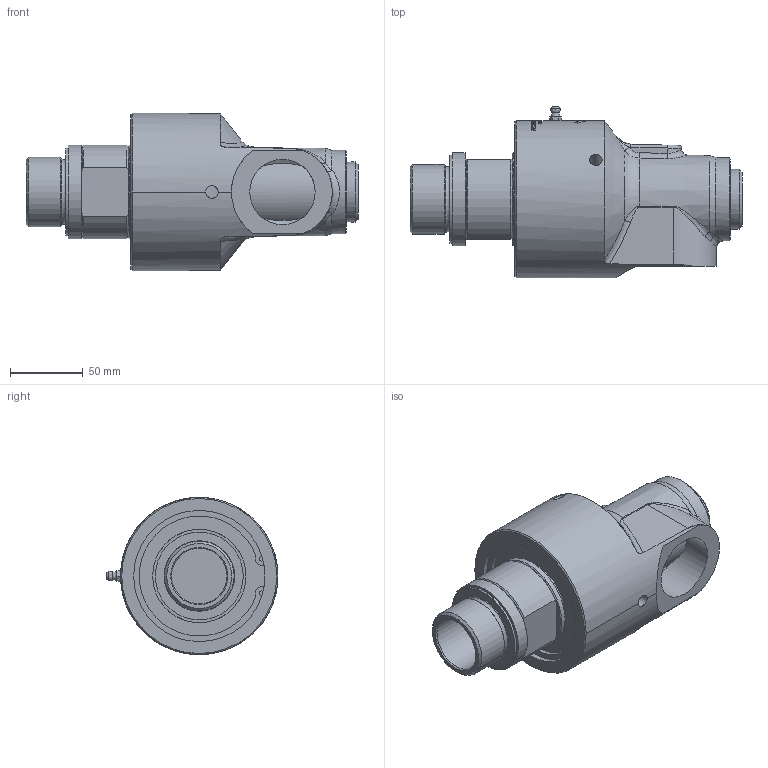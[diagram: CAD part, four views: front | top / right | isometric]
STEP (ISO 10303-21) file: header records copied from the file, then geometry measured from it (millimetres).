
FILE_DESCRIPTION(/* description */ (''),/* implementation_level */ '2;1');
FILE_NAME(/* name */ '557-130-198-IC.stp',/* time_stamp */ '2022-07-05T14:52:22-05:00',/* author */ ('GALINDOLM'),/* organization */ (''),/* preprocessor_version */ 'ST-DEVELOPER v18.1',/* originating_system */ 'Autodesk Inventor 2022',/* authorisation */ '');
FILE_SCHEMA (('AUTOMOTIVE_DESIGN { 1 0 10303 214 3 1 1 }'));
Length unit declared in the file: millimetre
Products named in the file (1): 557-130-198-IC
Bounding box: 227.83 x 117.99 x 108 mm (x, y, z)
Volume: 997454 mm3; surface area: 91429.7 mm2
Topology: 1 solids, 2 shells, 898 faces, 2362 edges, 1561 vertices
Faces by surface type: bspline 400, plane 344, cylinder 122, cone 24, torus 6, sphere 2
Full cylindrical faces by diameter (mm): 3 x1, 3.175 x2, 5.359 x1, 8.6 x3, 38.1 x1, 44.845 x1, 47.803 x1, 48.4 x1, 56.25 x1, 60.3 x1, 64 x2, 90.07 x1
Entity records: 40649 total; most frequent: CARTESIAN_POINT 20559, ORIENTED_EDGE 4716, DIRECTION 2991, EDGE_CURVE 2358, VERTEX_POINT 1561, LINE 999, VECTOR 999, EDGE_LOOP 997
